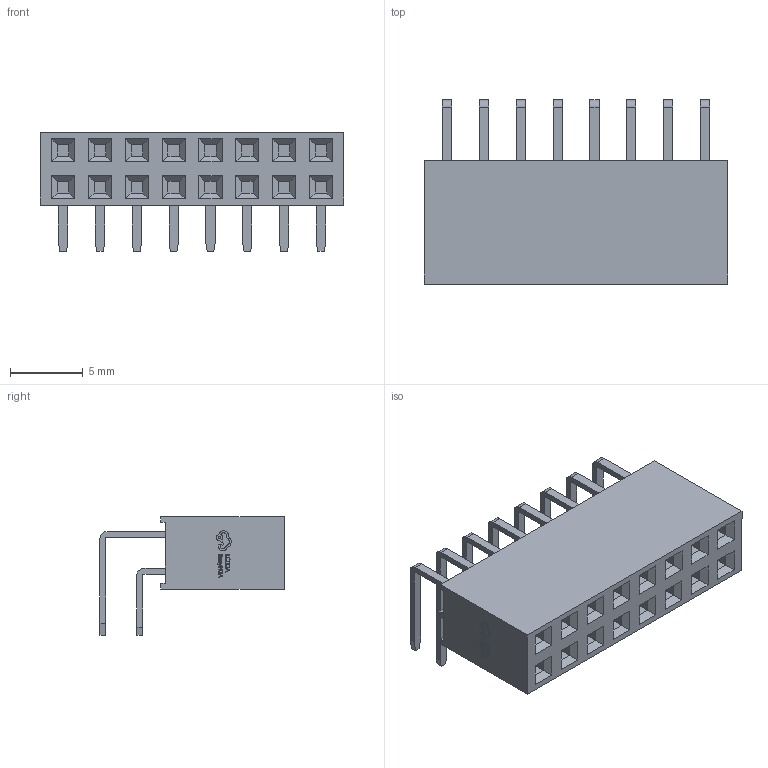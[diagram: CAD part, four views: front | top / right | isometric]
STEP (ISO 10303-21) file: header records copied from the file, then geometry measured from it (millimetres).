
FILE_DESCRIPTION (( 'STEP AP214' ), '1' );
FILE_NAME ('HDR-TH_16P-P2.54-H-F-R2-C8-W8.5.step', '2022-07-02T11:39:59', ( '' ), ( '' ), 'SwSTEP 2.0', 'SolidWorks 2020', '' );
FILE_SCHEMA (( 'AUTOMOTIVE_DESIGN' ));
Length unit declared in the file: millimetre
Products named in the file (1): HDR-TH_16P-P2.54-H-F-R2-C8-W8.5
Bounding box: 20.93 x 12.7 x 8.2 mm (x, y, z)
Volume: 820.2 mm3; surface area: 1293.7 mm2
Topology: 1 solids, 1 shells, 613 faces, 1595 edges, 1042 vertices
Faces by surface type: plane 469, bspline 112, cylinder 32
Entity records: 25803 total; most frequent: CARTESIAN_POINT 5355, ORIENTED_EDGE 3190, DIRECTION 2435, EDGE_CURVE 1595, LINE 1303, VECTOR 1303, VERTEX_POINT 1042, EDGE_LOOP 671
